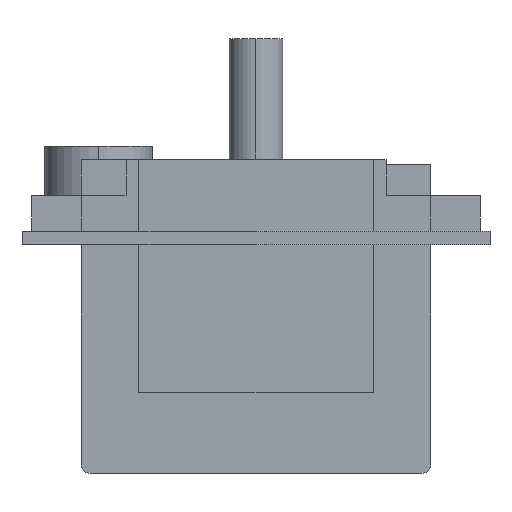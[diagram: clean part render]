
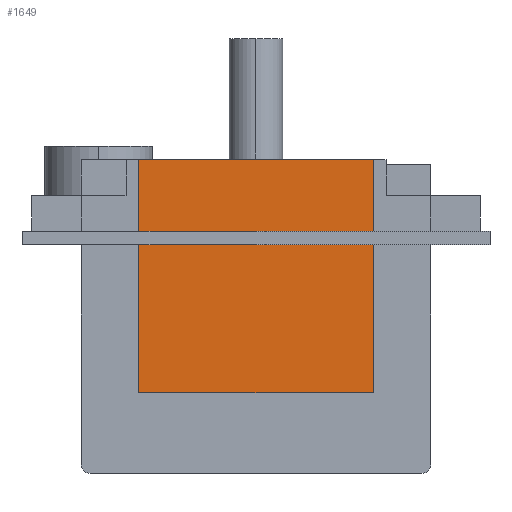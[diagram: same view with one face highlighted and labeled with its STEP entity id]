
A CAD part, left-side view. The second image highlights one B-rep face of the part: STEP entity #1649.
In plain terms, the highlighted planar face has unit normal (-1, 0, 0).
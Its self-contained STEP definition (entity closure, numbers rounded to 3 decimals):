
#34 = ORIENTED_EDGE ( 'NONE', *, *, #482, .F. ) ;
#99 = DIRECTION ( 'NONE',  ( 0., 0., 1. ) ) ;
#150 = PLANE ( 'NONE',  #1963 ) ;
#154 = CARTESIAN_POINT ( 'NONE',  ( -47., 13.1, -16.5 ) ) ;
#155 = ORIENTED_EDGE ( 'NONE', *, *, #1405, .T. ) ;
#272 = VECTOR ( 'NONE', #2456, 1000. ) ;
#281 = LINE ( 'NONE', #1866, #1035 ) ;
#482 = EDGE_CURVE ( 'NONE', #626, #1505, #576, .T. ) ;
#548 = CARTESIAN_POINT ( 'NONE',  ( -47., -13.1, 9.5 ) ) ;
#566 = LINE ( 'NONE', #154, #272 ) ;
#576 = LINE ( 'NONE', #935, #1821 ) ;
#626 = VERTEX_POINT ( 'NONE', #1665 ) ;
#733 = EDGE_CURVE ( 'NONE', #1505, #1641, #2272, .T. ) ;
#935 = CARTESIAN_POINT ( 'NONE',  ( -47., 13.1, -16.5 ) ) ;
#948 = CARTESIAN_POINT ( 'NONE',  ( -47., 13.1, 9.5 ) ) ;
#949 = ORIENTED_EDGE ( 'NONE', *, *, #733, .F. ) ;
#1035 = VECTOR ( 'NONE', #1444, 1000. ) ;
#1048 = VERTEX_POINT ( 'NONE', #1670 ) ;
#1182 = CARTESIAN_POINT ( 'NONE',  ( -47., 13.1, -16.5 ) ) ;
#1402 = DIRECTION ( 'NONE',  ( -1., 0., 0. ) ) ;
#1405 = EDGE_CURVE ( 'NONE', #626, #1048, #566, .T. ) ;
#1444 = DIRECTION ( 'NONE',  ( 0., 0., 1. ) ) ;
#1505 = VERTEX_POINT ( 'NONE', #948 ) ;
#1524 = CARTESIAN_POINT ( 'NONE',  ( -47., 13.1, 9.5 ) ) ;
#1641 = VERTEX_POINT ( 'NONE', #548 ) ;
#1649 = ADVANCED_FACE ( 'NONE', ( #2007 ), #150, .T. ) ;
#1665 = CARTESIAN_POINT ( 'NONE',  ( -47., 13.1, -16.5 ) ) ;
#1670 = CARTESIAN_POINT ( 'NONE',  ( -47., -13.1, -16.5 ) ) ;
#1722 = DIRECTION ( 'NONE',  ( 0., -1., 0. ) ) ;
#1821 = VECTOR ( 'NONE', #99, 1000. ) ;
#1866 = CARTESIAN_POINT ( 'NONE',  ( -47., -13.1, -16.5 ) ) ;
#1898 = EDGE_LOOP ( 'NONE', ( #949, #34, #155, #2522 ) ) ;
#1963 = AXIS2_PLACEMENT_3D ( 'NONE', #1182, #1402, #2019 ) ;
#2007 = FACE_OUTER_BOUND ( 'NONE', #1898, .T. ) ;
#2019 = DIRECTION ( 'NONE',  ( 0., 0., 1. ) ) ;
#2142 = EDGE_CURVE ( 'NONE', #1048, #1641, #281, .T. ) ;
#2272 = LINE ( 'NONE', #1524, #2503 ) ;
#2456 = DIRECTION ( 'NONE',  ( 0., -1., 0. ) ) ;
#2503 = VECTOR ( 'NONE', #1722, 1000. ) ;
#2522 = ORIENTED_EDGE ( 'NONE', *, *, #2142, .T. ) ;
